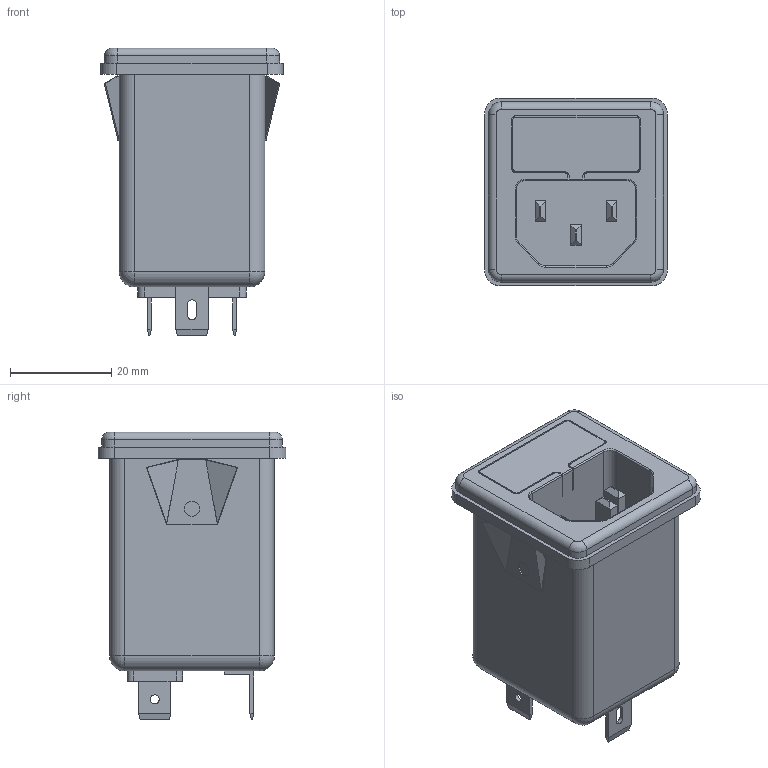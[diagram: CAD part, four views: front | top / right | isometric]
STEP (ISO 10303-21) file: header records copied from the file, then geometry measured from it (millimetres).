
FILE_DESCRIPTION (( 'STEP AP203' ), '1' );
FILE_NAME ('6EGS1-1.STEP', '2008-04-22T16:21:38', ( ' ' ), ( ' ' ), 'SwSTEP 2.0', 'SolidWorks 2008', '' );
FILE_SCHEMA (( 'CONFIG_CONTROL_DESIGN' ));
Length unit declared in the file: inch
Products named in the file (1): 6EGS1-1
Bounding box: 36.07 x 37.08 x 56.77 mm (x, y, z)
Volume: 39601.5 mm3; surface area: 11511.6 mm2
Topology: 1 solids, 1 shells, 250 faces, 627 edges, 392 vertices
Faces by surface type: plane 163, cylinder 73, torus 10, sphere 4
Entity records: 7434 total; most frequent: DIRECTION 1281, CARTESIAN_POINT 1266, ORIENTED_EDGE 1246, EDGE_CURVE 623, VECTOR 467, LINE 467, AXIS2_PLACEMENT_3D 407, VERTEX_POINT 392
